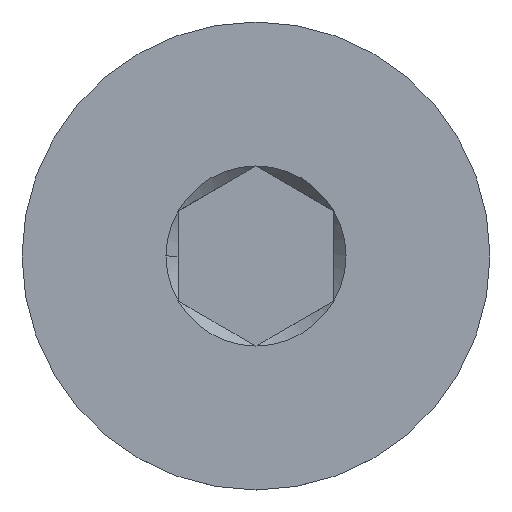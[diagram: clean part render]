
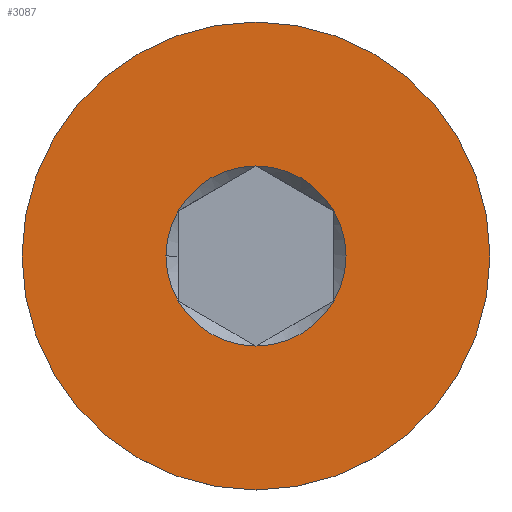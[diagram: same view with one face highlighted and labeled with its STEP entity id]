
A CAD part, top view. The second image highlights one B-rep face of the part: STEP entity #3087.
In plain terms, the highlighted planar face has unit normal (0, 0, 1).
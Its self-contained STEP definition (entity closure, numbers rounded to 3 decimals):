
#31 = DIRECTION ( 'NONE',  ( 0., -1., 0. ) ) ;
#64 = VERTEX_POINT ( 'NONE', #457 ) ;
#97 = CARTESIAN_POINT ( 'NONE',  ( 0., 0., 6. ) ) ;
#271 = CARTESIAN_POINT ( 'NONE',  ( 1., -0.577, 6. ) ) ;
#281 = DIRECTION ( 'NONE',  ( 0., 0., -1. ) ) ;
#378 = ORIENTED_EDGE ( 'NONE', *, *, #718, .T. ) ;
#403 = DIRECTION ( 'NONE',  ( 0., 0., -1. ) ) ;
#457 = CARTESIAN_POINT ( 'NONE',  ( 0., 3., 6. ) ) ;
#536 = CIRCLE ( 'NONE', #835, 1.155 ) ;
#593 = ORIENTED_EDGE ( 'NONE', *, *, #963, .T. ) ;
#694 = ORIENTED_EDGE ( 'NONE', *, *, #4650, .T. ) ;
#718 = EDGE_CURVE ( 'NONE', #1522, #1602, #3246, .T. ) ;
#741 = DIRECTION ( 'NONE',  ( 0., 0., -1. ) ) ;
#793 = DIRECTION ( 'NONE',  ( -1., 0., 0. ) ) ;
#805 = DIRECTION ( 'NONE',  ( 0., 0., -1. ) ) ;
#835 = AXIS2_PLACEMENT_3D ( 'NONE', #4725, #281, #1047 ) ;
#862 = AXIS2_PLACEMENT_3D ( 'NONE', #3663, #4783, #2566 ) ;
#885 = CIRCLE ( 'NONE', #1773, 1.155 ) ;
#910 = AXIS2_PLACEMENT_3D ( 'NONE', #3071, #3441, #793 ) ;
#932 = AXIS2_PLACEMENT_3D ( 'NONE', #3693, #3336, #31 ) ;
#963 = EDGE_CURVE ( 'NONE', #3070, #2288, #885, .T. ) ;
#1047 = DIRECTION ( 'NONE',  ( -1., 0., 0. ) ) ;
#1071 = DIRECTION ( 'NONE',  ( -1., 0., 0. ) ) ;
#1164 = FACE_BOUND ( 'NONE', #2163, .T. ) ;
#1174 = AXIS2_PLACEMENT_3D ( 'NONE', #97, #403, #4497 ) ;
#1236 = VERTEX_POINT ( 'NONE', #3267 ) ;
#1304 = EDGE_CURVE ( 'NONE', #2288, #1236, #3421, .T. ) ;
#1307 = DIRECTION ( 'NONE',  ( -1., 0., 0. ) ) ;
#1407 = CARTESIAN_POINT ( 'NONE',  ( 0., -3., 6. ) ) ;
#1416 = CARTESIAN_POINT ( 'NONE',  ( 0., 0., 6. ) ) ;
#1522 = VERTEX_POINT ( 'NONE', #4352 ) ;
#1552 = CARTESIAN_POINT ( 'NONE',  ( 1., 0.577, 6. ) ) ;
#1602 = VERTEX_POINT ( 'NONE', #3201 ) ;
#1773 = AXIS2_PLACEMENT_3D ( 'NONE', #3516, #3856, #1307 ) ;
#1810 = DIRECTION ( 'NONE',  ( 0., 0., -1. ) ) ;
#1835 = CARTESIAN_POINT ( 'NONE',  ( 0., 1.155, 6. ) ) ;
#1867 = CIRCLE ( 'NONE', #932, 3. ) ;
#1903 = EDGE_CURVE ( 'NONE', #64, #2340, #1867, .T. ) ;
#1963 = AXIS2_PLACEMENT_3D ( 'NONE', #1416, #1810, #2899 ) ;
#2160 = VERTEX_POINT ( 'NONE', #4243 ) ;
#2163 = EDGE_LOOP ( 'NONE', ( #3821, #4644, #593, #2485, #694, #4245, #378 ) ) ;
#2201 = CARTESIAN_POINT ( 'NONE',  ( 0., 0., 6. ) ) ;
#2211 = CIRCLE ( 'NONE', #910, 1.155 ) ;
#2288 = VERTEX_POINT ( 'NONE', #271 ) ;
#2340 = VERTEX_POINT ( 'NONE', #1407 ) ;
#2383 = FACE_OUTER_BOUND ( 'NONE', #2428, .T. ) ;
#2428 = EDGE_LOOP ( 'NONE', ( #4122, #3883 ) ) ;
#2485 = ORIENTED_EDGE ( 'NONE', *, *, #1304, .T. ) ;
#2496 = VERTEX_POINT ( 'NONE', #1835 ) ;
#2566 = DIRECTION ( 'NONE',  ( -1., 0., 0. ) ) ;
#2598 = EDGE_CURVE ( 'NONE', #2160, #1522, #2211, .T. ) ;
#2820 = AXIS2_PLACEMENT_3D ( 'NONE', #4010, #4381, #4746 ) ;
#2899 = DIRECTION ( 'NONE',  ( -1., 0., 0. ) ) ;
#2906 = CIRCLE ( 'NONE', #2820, 3. ) ;
#3020 = CARTESIAN_POINT ( 'NONE',  ( 0., 0., 6. ) ) ;
#3040 = EDGE_CURVE ( 'NONE', #1602, #2496, #3350, .T. ) ;
#3070 = VERTEX_POINT ( 'NONE', #1552 ) ;
#3071 = CARTESIAN_POINT ( 'NONE',  ( 0., 0., 6. ) ) ;
#3087 = ADVANCED_FACE ( 'NONE', ( #2383, #1164 ), #3337, .F. ) ;
#3153 = AXIS2_PLACEMENT_3D ( 'NONE', #2201, #741, #1071 ) ;
#3201 = CARTESIAN_POINT ( 'NONE',  ( -1., 0.577, 6. ) ) ;
#3246 = CIRCLE ( 'NONE', #3672, 1.155 ) ;
#3267 = CARTESIAN_POINT ( 'NONE',  ( 0., -1.155, 6. ) ) ;
#3336 = DIRECTION ( 'NONE',  ( 0., 0., 1. ) ) ;
#3337 = PLANE ( 'NONE',  #1174 ) ;
#3350 = CIRCLE ( 'NONE', #862, 1.155 ) ;
#3384 = DIRECTION ( 'NONE',  ( -1., 0., 0. ) ) ;
#3421 = CIRCLE ( 'NONE', #1963, 1.155 ) ;
#3441 = DIRECTION ( 'NONE',  ( 0., 0., -1. ) ) ;
#3516 = CARTESIAN_POINT ( 'NONE',  ( 0., 0., 6. ) ) ;
#3559 = EDGE_CURVE ( 'NONE', #2496, #3070, #536, .T. ) ;
#3663 = CARTESIAN_POINT ( 'NONE',  ( 0., 0., 6. ) ) ;
#3672 = AXIS2_PLACEMENT_3D ( 'NONE', #3020, #805, #3384 ) ;
#3693 = CARTESIAN_POINT ( 'NONE',  ( 0., 0., 6. ) ) ;
#3821 = ORIENTED_EDGE ( 'NONE', *, *, #3040, .T. ) ;
#3856 = DIRECTION ( 'NONE',  ( 0., 0., -1. ) ) ;
#3883 = ORIENTED_EDGE ( 'NONE', *, *, #1903, .T. ) ;
#4010 = CARTESIAN_POINT ( 'NONE',  ( 0., 0., 6. ) ) ;
#4122 = ORIENTED_EDGE ( 'NONE', *, *, #4772, .T. ) ;
#4243 = CARTESIAN_POINT ( 'NONE',  ( -1., -0.577, 6. ) ) ;
#4245 = ORIENTED_EDGE ( 'NONE', *, *, #2598, .T. ) ;
#4301 = CIRCLE ( 'NONE', #3153, 1.155 ) ;
#4352 = CARTESIAN_POINT ( 'NONE',  ( -1.155, 0., 6. ) ) ;
#4381 = DIRECTION ( 'NONE',  ( 0., 0., 1. ) ) ;
#4497 = DIRECTION ( 'NONE',  ( 0., 1., 0. ) ) ;
#4644 = ORIENTED_EDGE ( 'NONE', *, *, #3559, .T. ) ;
#4650 = EDGE_CURVE ( 'NONE', #1236, #2160, #4301, .T. ) ;
#4725 = CARTESIAN_POINT ( 'NONE',  ( 0., 0., 6. ) ) ;
#4746 = DIRECTION ( 'NONE',  ( 0., -1., 0. ) ) ;
#4772 = EDGE_CURVE ( 'NONE', #2340, #64, #2906, .T. ) ;
#4783 = DIRECTION ( 'NONE',  ( 0., 0., -1. ) ) ;
